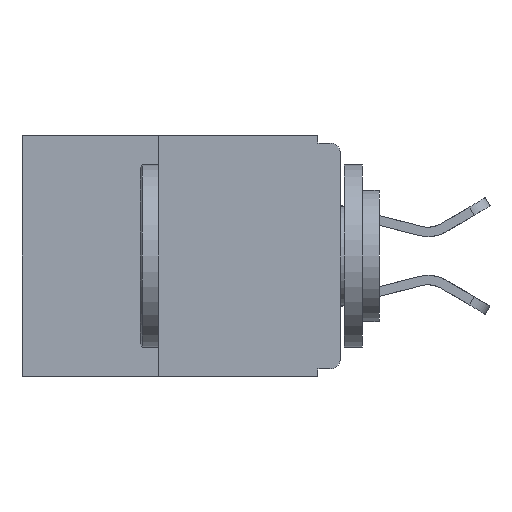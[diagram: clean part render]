
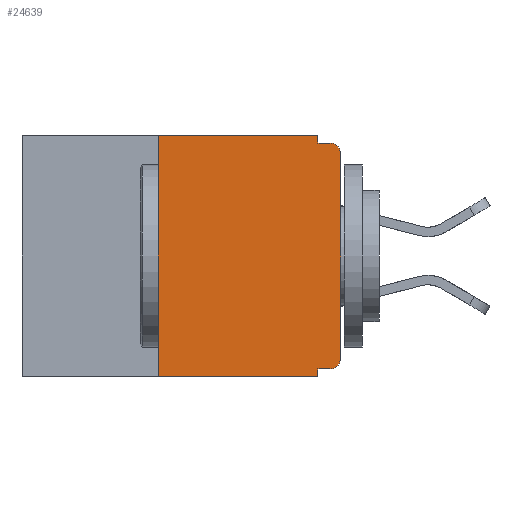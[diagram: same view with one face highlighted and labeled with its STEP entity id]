
A CAD part, left-side view. The second image highlights one B-rep face of the part: STEP entity #24639.
In plain terms, the highlighted planar face has unit normal (-1, 0, 0).
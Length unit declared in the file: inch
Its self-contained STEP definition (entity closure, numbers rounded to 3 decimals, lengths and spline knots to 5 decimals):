
#844 = VECTOR ( 'NONE', #21480, 39.37008 ) ;
#871 = DIRECTION ( 'NONE',  ( 0., 0., -1. ) ) ;
#1045 = ORIENTED_EDGE ( 'NONE', *, *, #19405, .F. ) ;
#1241 = EDGE_CURVE ( 'NONE', #15941, #4767, #25890, .T. ) ;
#1611 = VERTEX_POINT ( 'NONE', #5471 ) ;
#1956 = AXIS2_PLACEMENT_3D ( 'NONE', #7239, #22602, #9485 ) ;
#2019 = VECTOR ( 'NONE', #18534, 39.37008 ) ;
#2117 = LINE ( 'NONE', #11109, #25705 ) ;
#2706 = VERTEX_POINT ( 'NONE', #13883 ) ;
#3202 = CARTESIAN_POINT ( 'NONE',  ( 0., 0.437, 0. ) ) ;
#3290 = VERTEX_POINT ( 'NONE', #22132 ) ;
#4398 = LINE ( 'NONE', #7106, #21408 ) ;
#4702 = CARTESIAN_POINT ( 'NONE',  ( 0., 0.031, 0. ) ) ;
#4767 = VERTEX_POINT ( 'NONE', #4702 ) ;
#5237 = EDGE_CURVE ( 'NONE', #2706, #1611, #14832, .T. ) ;
#5471 = CARTESIAN_POINT ( 'NONE',  ( 0., 0., -0.025 ) ) ;
#6295 = CARTESIAN_POINT ( 'NONE',  ( 0., 0.25, -0.33 ) ) ;
#7106 = CARTESIAN_POINT ( 'NONE',  ( 0., 0.25, -0.33 ) ) ;
#7239 = CARTESIAN_POINT ( 'NONE',  ( 0., 0.015, -0.305 ) ) ;
#7616 = CARTESIAN_POINT ( 'NONE',  ( 0., 0.031, -0.33 ) ) ;
#7834 = DIRECTION ( 'NONE',  ( 0., 0., -1. ) ) ;
#8077 = ORIENTED_EDGE ( 'NONE', *, *, #17944, .T. ) ;
#8227 = ORIENTED_EDGE ( 'NONE', *, *, #5237, .T. ) ;
#8270 = AXIS2_PLACEMENT_3D ( 'NONE', #24759, #11729, #26868 ) ;
#8333 = CARTESIAN_POINT ( 'NONE',  ( 0., 0.437, -0.33 ) ) ;
#8489 = VECTOR ( 'NONE', #26075, 39.37008 ) ;
#8493 = LINE ( 'NONE', #12247, #13724 ) ;
#8786 = CIRCLE ( 'NONE', #1956, 0.015 ) ;
#9349 = DIRECTION ( 'NONE',  ( 0., 0., 1. ) ) ;
#9485 = DIRECTION ( 'NONE',  ( 0., 0., -1. ) ) ;
#9725 = VERTEX_POINT ( 'NONE', #22336 ) ;
#9853 = CARTESIAN_POINT ( 'NONE',  ( 0., 0.031, -0.32 ) ) ;
#9965 = ORIENTED_EDGE ( 'NONE', *, *, #19253, .F. ) ;
#10351 = EDGE_CURVE ( 'NONE', #3290, #2706, #8786, .T. ) ;
#11109 = CARTESIAN_POINT ( 'NONE',  ( 0., 0., -0.32 ) ) ;
#11445 = DIRECTION ( 'NONE',  ( 0., 0., -1. ) ) ;
#11729 = DIRECTION ( 'NONE',  ( -1., 0., 0. ) ) ;
#12247 = CARTESIAN_POINT ( 'NONE',  ( 0., 0.031, 0. ) ) ;
#13059 = EDGE_LOOP ( 'NONE', ( #8227, #26267, #23983, #23015, #22203, #1045, #8077, #15098, #9965, #25479 ) ) ;
#13724 = VECTOR ( 'NONE', #871, 39.37008 ) ;
#13883 = CARTESIAN_POINT ( 'NONE',  ( 0., 0., -0.305 ) ) ;
#14302 = LINE ( 'NONE', #8333, #25113 ) ;
#14826 = EDGE_CURVE ( 'NONE', #1611, #9725, #24645, .T. ) ;
#14832 = LINE ( 'NONE', #19235, #2019 ) ;
#15098 = ORIENTED_EDGE ( 'NONE', *, *, #16466, .F. ) ;
#15268 = FACE_OUTER_BOUND ( 'NONE', #13059, .T. ) ;
#15711 = CARTESIAN_POINT ( 'NONE',  ( 0., 0.031, -0.01 ) ) ;
#15941 = VERTEX_POINT ( 'NONE', #17955 ) ;
#16463 = VECTOR ( 'NONE', #11445, 39.37008 ) ;
#16466 = EDGE_CURVE ( 'NONE', #22034, #26779, #17836, .T. ) ;
#17190 = DIRECTION ( 'NONE',  ( 0., -1., 0. ) ) ;
#17836 = LINE ( 'NONE', #22328, #16463 ) ;
#17944 = EDGE_CURVE ( 'NONE', #20518, #26779, #14302, .T. ) ;
#17955 = CARTESIAN_POINT ( 'NONE',  ( 0., 0.25, 0. ) ) ;
#18534 = DIRECTION ( 'NONE',  ( 0., 0., 1. ) ) ;
#18897 = PLANE ( 'NONE',  #27659 ) ;
#18936 = LINE ( 'NONE', #19355, #844 ) ;
#19235 = CARTESIAN_POINT ( 'NONE',  ( 0., 0., 0. ) ) ;
#19253 = EDGE_CURVE ( 'NONE', #3290, #22034, #2117, .T. ) ;
#19355 = CARTESIAN_POINT ( 'NONE',  ( 0., 0., -0.01 ) ) ;
#19405 = EDGE_CURVE ( 'NONE', #20518, #15941, #4398, .T. ) ;
#20518 = VERTEX_POINT ( 'NONE', #6295 ) ;
#20832 = EDGE_CURVE ( 'NONE', #4767, #26555, #8493, .T. ) ;
#21037 = DIRECTION ( 'NONE',  ( 1., 0., 0. ) ) ;
#21359 = CARTESIAN_POINT ( 'NONE',  ( 0., 0.437, 0. ) ) ;
#21408 = VECTOR ( 'NONE', #9349, 39.37008 ) ;
#21480 = DIRECTION ( 'NONE',  ( 0., -1., 0. ) ) ;
#22034 = VERTEX_POINT ( 'NONE', #9853 ) ;
#22132 = CARTESIAN_POINT ( 'NONE',  ( 0., 0.015, -0.32 ) ) ;
#22203 = ORIENTED_EDGE ( 'NONE', *, *, #1241, .F. ) ;
#22328 = CARTESIAN_POINT ( 'NONE',  ( 0., 0.031, -0.33 ) ) ;
#22336 = CARTESIAN_POINT ( 'NONE',  ( 0., 0.015, -0.01 ) ) ;
#22602 = DIRECTION ( 'NONE',  ( -1., 0., 0. ) ) ;
#23015 = ORIENTED_EDGE ( 'NONE', *, *, #20832, .F. ) ;
#23983 = ORIENTED_EDGE ( 'NONE', *, *, #26356, .F. ) ;
#24639 = ADVANCED_FACE ( 'NONE', ( #15268 ), #18897, .F. ) ;
#24645 = CIRCLE ( 'NONE', #8270, 0.015 ) ;
#24759 = CARTESIAN_POINT ( 'NONE',  ( 0., 0.015, -0.025 ) ) ;
#25113 = VECTOR ( 'NONE', #17190, 39.37008 ) ;
#25479 = ORIENTED_EDGE ( 'NONE', *, *, #10351, .T. ) ;
#25705 = VECTOR ( 'NONE', #26287, 39.37008 ) ;
#25890 = LINE ( 'NONE', #21359, #8489 ) ;
#26075 = DIRECTION ( 'NONE',  ( 0., -1., 0. ) ) ;
#26267 = ORIENTED_EDGE ( 'NONE', *, *, #14826, .T. ) ;
#26287 = DIRECTION ( 'NONE',  ( 0., 1., 0. ) ) ;
#26356 = EDGE_CURVE ( 'NONE', #26555, #9725, #18936, .T. ) ;
#26555 = VERTEX_POINT ( 'NONE', #15711 ) ;
#26779 = VERTEX_POINT ( 'NONE', #7616 ) ;
#26868 = DIRECTION ( 'NONE',  ( 0., 0., -1. ) ) ;
#27659 = AXIS2_PLACEMENT_3D ( 'NONE', #3202, #21037, #7834 ) ;
